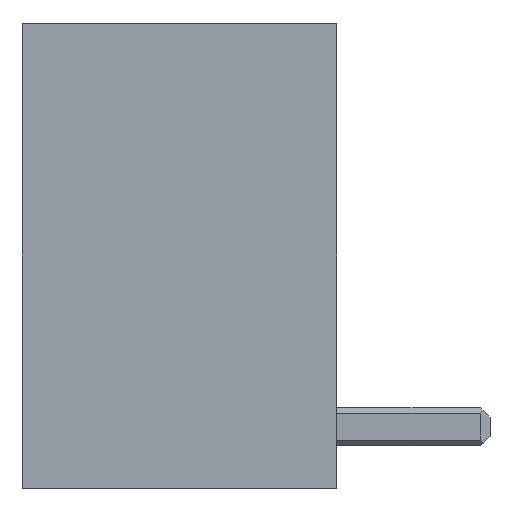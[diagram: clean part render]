
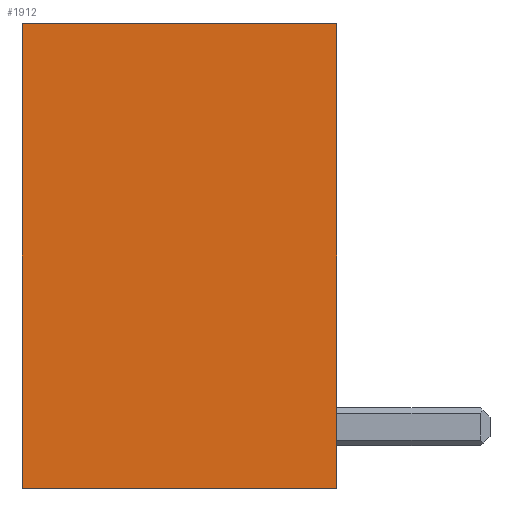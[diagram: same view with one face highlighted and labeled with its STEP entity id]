
A CAD part, left-side view. The second image highlights one B-rep face of the part: STEP entity #1912.
In plain terms, the highlighted planar face has unit normal (-1, 0, 0).
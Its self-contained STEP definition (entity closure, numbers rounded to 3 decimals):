
#258 = CARTESIAN_POINT ( 'NONE',  ( -5.7, -4.1, 12.1 ) ) ;
#543 = ORIENTED_EDGE ( 'NONE', *, *, #2696, .F. ) ;
#604 = DIRECTION ( 'NONE',  ( 0., -1., 0. ) ) ;
#621 = LINE ( 'NONE', #2914, #2054 ) ;
#657 = PLANE ( 'NONE',  #1512 ) ;
#906 = VERTEX_POINT ( 'NONE', #2706 ) ;
#1000 = EDGE_CURVE ( 'NONE', #1699, #1779, #2254, .T. ) ;
#1214 = CARTESIAN_POINT ( 'NONE',  ( -5.7, 4.1, 12.1 ) ) ;
#1237 = EDGE_LOOP ( 'NONE', ( #1493, #1549, #543, #1529 ) ) ;
#1289 = EDGE_CURVE ( 'NONE', #1779, #2956, #621, .T. ) ;
#1391 = DIRECTION ( 'NONE',  ( 1., 0., 0. ) ) ;
#1427 = DIRECTION ( 'NONE',  ( 0., -1., 0. ) ) ;
#1493 = ORIENTED_EDGE ( 'NONE', *, *, #1289, .T. ) ;
#1512 = AXIS2_PLACEMENT_3D ( 'NONE', #1214, #1391, #1697 ) ;
#1529 = ORIENTED_EDGE ( 'NONE', *, *, #1000, .T. ) ;
#1549 = ORIENTED_EDGE ( 'NONE', *, *, #2165, .F. ) ;
#1682 = LINE ( 'NONE', #2704, #2218 ) ;
#1697 = DIRECTION ( 'NONE',  ( 0., 0., -1. ) ) ;
#1699 = VERTEX_POINT ( 'NONE', #1811 ) ;
#1779 = VERTEX_POINT ( 'NONE', #2560 ) ;
#1811 = CARTESIAN_POINT ( 'NONE',  ( -5.7, 4.1, 12.1 ) ) ;
#1820 = DIRECTION ( 'NONE',  ( 0., 0., -1. ) ) ;
#1837 = VECTOR ( 'NONE', #2716, 1000. ) ;
#1912 = ADVANCED_FACE ( 'NONE', ( #2485 ), #657, .F. ) ;
#2054 = VECTOR ( 'NONE', #604, 1000. ) ;
#2165 = EDGE_CURVE ( 'NONE', #906, #2956, #2647, .T. ) ;
#2218 = VECTOR ( 'NONE', #1427, 1000. ) ;
#2254 = LINE ( 'NONE', #2935, #1837 ) ;
#2485 = FACE_OUTER_BOUND ( 'NONE', #1237, .T. ) ;
#2560 = CARTESIAN_POINT ( 'NONE',  ( -5.7, 4.1, 0. ) ) ;
#2647 = LINE ( 'NONE', #258, #2847 ) ;
#2696 = EDGE_CURVE ( 'NONE', #1699, #906, #1682, .T. ) ;
#2704 = CARTESIAN_POINT ( 'NONE',  ( -5.7, 4.1, 12.1 ) ) ;
#2706 = CARTESIAN_POINT ( 'NONE',  ( -5.7, -4.1, 12.1 ) ) ;
#2716 = DIRECTION ( 'NONE',  ( 0., 0., -1. ) ) ;
#2847 = VECTOR ( 'NONE', #1820, 1000. ) ;
#2914 = CARTESIAN_POINT ( 'NONE',  ( -5.7, 4.1, 0. ) ) ;
#2935 = CARTESIAN_POINT ( 'NONE',  ( -5.7, 4.1, 12.1 ) ) ;
#2956 = VERTEX_POINT ( 'NONE', #3335 ) ;
#3335 = CARTESIAN_POINT ( 'NONE',  ( -5.7, -4.1, 0. ) ) ;
